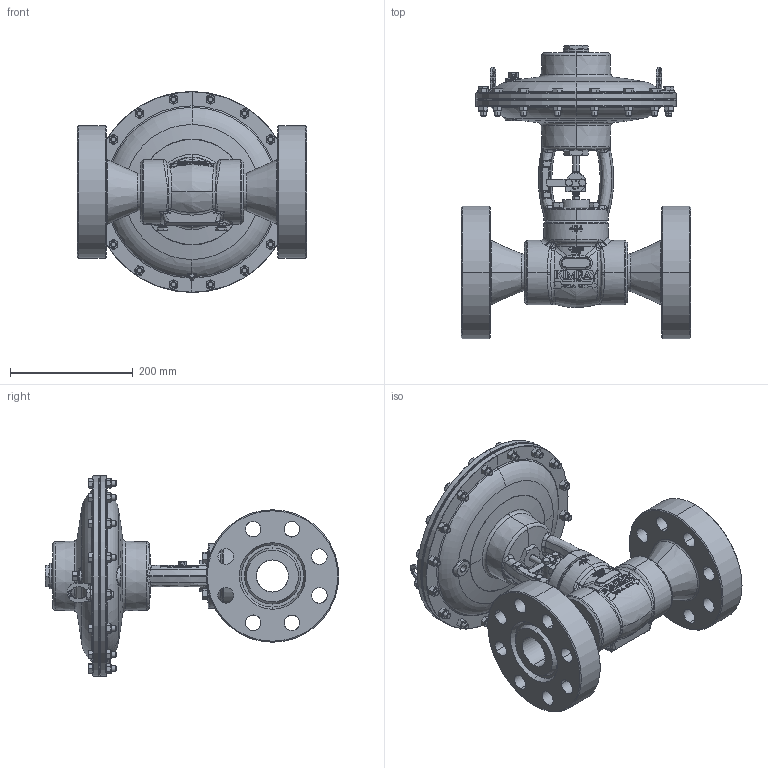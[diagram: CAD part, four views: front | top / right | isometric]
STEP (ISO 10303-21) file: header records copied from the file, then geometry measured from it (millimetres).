
FILE_DESCRIPTION (( 'STEP AP214' ), '1' );
FILE_NAME ('0000004055.STEP', '2025-05-14T17:13:02', ( '' ), ( '' ), 'SwSTEP 2.0', 'SolidWorks 2024', '' );
FILE_SCHEMA (( 'AUTOMOTIVE_DESIGN' ));
Length unit declared in the file: inch
Products named in the file (1): 0000004055
Bounding box: 373.44 x 478.47 x 327.42 mm (x, y, z)
Volume: 9970103 mm3; surface area: 742997.5 mm2
Topology: 3 solids, 3 shells, 2635 faces, 6682 edges, 4161 vertices
Faces by surface type: plane 1005, bspline 634, cone 463, cylinder 392, torus 108, sphere 33
Entity records: 132737 total; most frequent: CARTESIAN_POINT 76533, ORIENTED_EDGE 13260, DIRECTION 9242, EDGE_CURVE 6630, VERTEX_POINT 4161, AXIS2_PLACEMENT_3D 3553, EDGE_LOOP 2877, B_SPLINE_CURVE_WITH_KNOTS 2786
